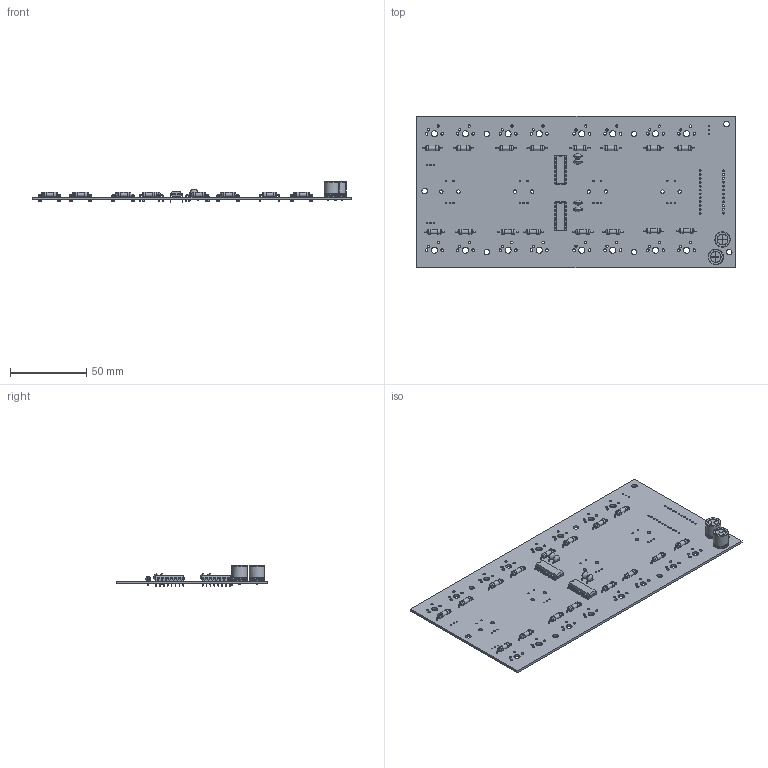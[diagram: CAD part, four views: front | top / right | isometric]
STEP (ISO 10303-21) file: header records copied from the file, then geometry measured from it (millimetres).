
FILE_DESCRIPTION(('KiCad electronic assembly'),'2;1');
FILE_NAME('photo console.step','2023-08-31T21:06:39',('Pcbnew'),('Kicad' ),'Open CASCADE STEP processor 7.6','KiCad to STEP converter', 'Unknown');
FILE_SCHEMA(('AUTOMOTIVE_DESIGN { 1 0 10303 214 1 1 1 1 }'));
Length unit declared in the file: millimetre
Products named in the file (10): photo console 1; R_Axial_DIN0309_L9.0mm_D3.2mm_P12.70mm_Horizontal; SOLID; C_Disc_D5.1mm_W3.2mm_P5.00mm; CP_Radial_D10.0mm_P5.00mm; DIP-16_W7.62mm; photo console PCB
Assembly tree (29 placements, depth 3):
  photo console 1
    R_Axial_DIN0309_L9.0mm_D3.2mm_P12.70mm_Horizontal  x16
      SOLID
    C_Disc_D5.1mm_W3.2mm_P5.00mm  x4
      SOLID
    CP_Radial_D10.0mm_P5.00mm  x2
      SOLID
    DIP-16_W7.62mm  x2
      SOLID
    photo console PCB
Bounding box: 208.28 x 99.06 x 13.3 mm (x, y, z)
Volume: 35743.3 mm3; surface area: 47411.3 mm2
Topology: 25 solids, 27 shells, 1206 faces, 2992 edges, 1902 vertices
Faces by surface type: plane 602, cylinder 446, torus 68, bspline 66, revolution 16, sphere 8
Full cylindrical faces by diameter (mm): 0.5 x16, 0.7 x68, 0.762 x9, 0.8 x72, 1 x24, 1.1 x24, 1.5 x32, 1.7 x32, 2.2 x8, 2.88 x16, 3.2 x32, 3.592 x7, 4 x16
Entity records: 48024 total; most frequent: CARTESIAN_POINT 12840, DIRECTION 5960, LINE 3536, VECTOR 3536, ORIENTED_EDGE 3244, PCURVE 3244, DEFINITIONAL_REPRESENTATION 3244, EDGE_CURVE 1622
